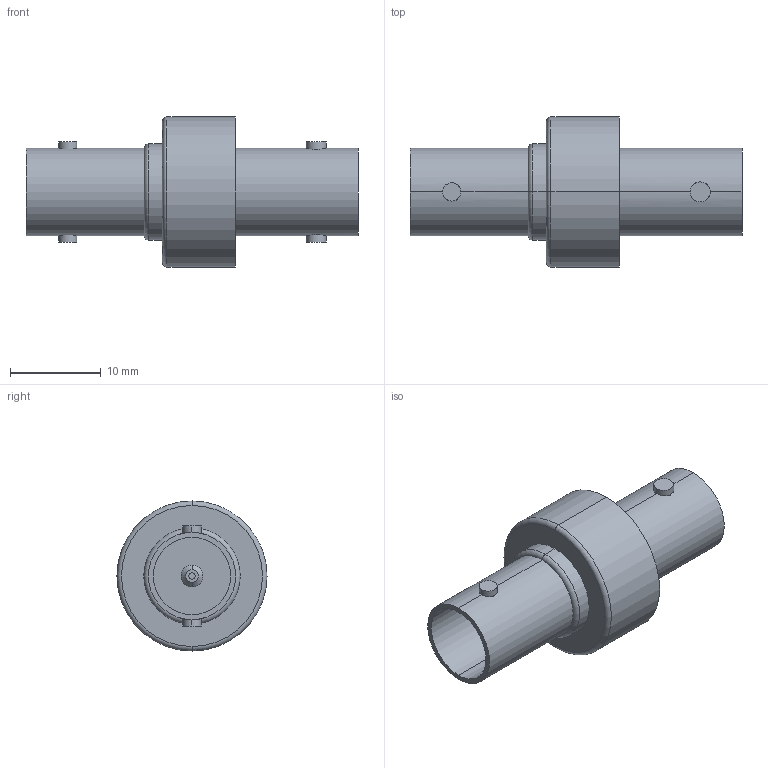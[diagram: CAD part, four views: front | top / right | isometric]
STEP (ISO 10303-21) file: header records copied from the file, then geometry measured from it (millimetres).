
FILE_DESCRIPTION(('STEP AP214'),'1');
FILE_NAME('tmp0.stp',' ',(' '),(' '),'XStep 1.0',' ',' ');
FILE_SCHEMA(('automotive_design'));
Length unit declared in the file: millimetre
Bounding box: 36.5 x 16.5 x 16.5 mm (x, y, z)
Volume: 1273.3 mm3; surface area: 3413.4 mm2
Topology: 1 solids, 2 shells, 59 faces, 124 edges, 78 vertices
Faces by surface type: cylinder 34, plane 17, torus 4, cone 4
Entity records: 2210 total; most frequent: CARTESIAN_POINT 402, DIRECTION 302, ORIENTED_EDGE 248, AXIS2_PLACEMENT_3D 130, EDGE_CURVE 124, VERTEX_POINT 78, EDGE_LOOP 70, CIRCLE 70
